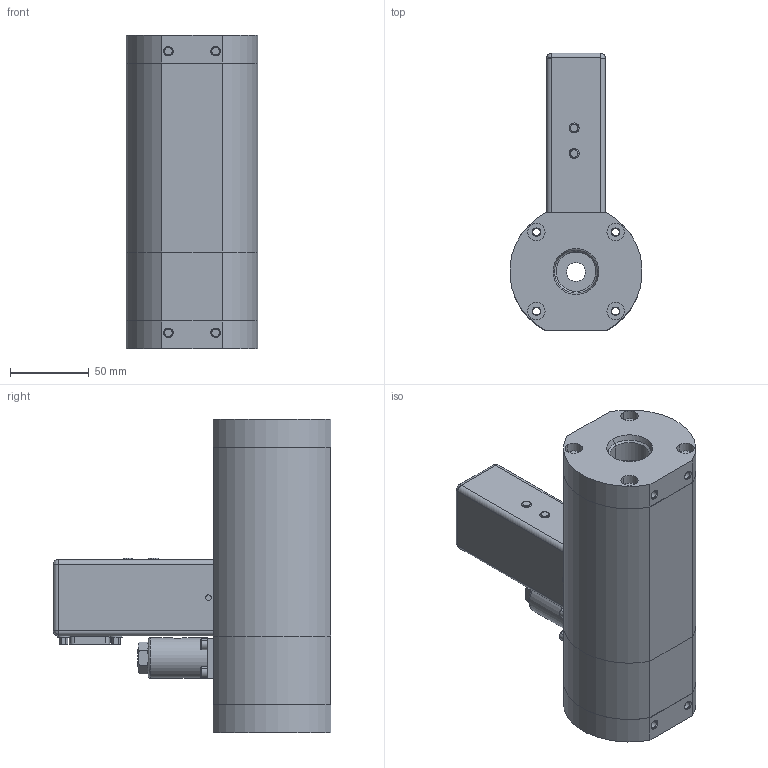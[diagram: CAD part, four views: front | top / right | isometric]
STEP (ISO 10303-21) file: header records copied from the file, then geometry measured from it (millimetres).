
FILE_DESCRIPTION (( 'STEP AP203' ), '1' );
FILE_NAME ('5853-EA-1-B-1B.STEP', '2018-05-10T12:33:08', ( 'mrutkowski' ), ( 'Hewlett-Packard Company' ), 'SwSTEP 2.0', 'SolidWorks 2017', '' );
FILE_SCHEMA (( 'CONFIG_CONTROL_DESIGN' ));
Length unit declared in the file: inch
Products named in the file (1): 5853-EA-1-B-1B
Bounding box: 83.7 x 176.32 x 198.8 mm (x, y, z)
Surface area: 127896.6 mm2 (no closed solid volume)
Topology: 0 solids, 24 shells, 298 faces, 888 edges, 633 vertices
Faces by surface type: plane 126, cylinder 121, cone 37, bspline 14
Entity records: 11010 total; most frequent: CARTESIAN_POINT 2737, DIRECTION 1808, ORIENTED_EDGE 1474, EDGE_CURVE 885, AXIS2_PLACEMENT_3D 710, VERTEX_POINT 633, CIRCLE 425, EDGE_LOOP 406
